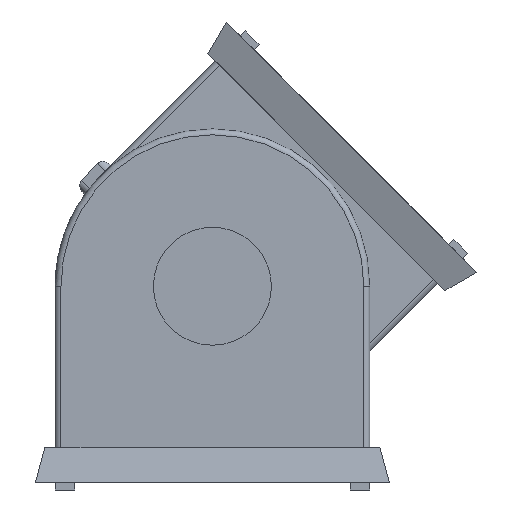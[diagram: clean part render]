
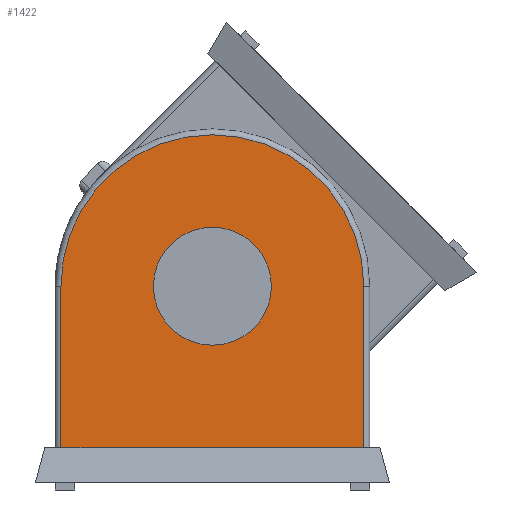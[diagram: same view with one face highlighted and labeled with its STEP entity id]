
A CAD part, front view. The second image highlights one B-rep face of the part: STEP entity #1422.
In plain terms, the highlighted planar face has unit normal (0, -1, 0).
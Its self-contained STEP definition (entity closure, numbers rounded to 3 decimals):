
#88=FACE_BOUND('',#273,.T.);
#103=CIRCLE('',#1495,15.);
#123=CIRCLE('',#1530,38.5);
#183=FACE_OUTER_BOUND('',#272,.T.);
#272=EDGE_LOOP('',(#1108,#1109,#1110,#1111));
#273=EDGE_LOOP('',(#1112));
#397=LINE('',#2245,#537);
#400=LINE('',#2252,#540);
#404=LINE('',#2259,#544);
#537=VECTOR('',#1824,41.);
#540=VECTOR('',#1831,41.);
#544=VECTOR('',#1841,77.);
#645=VERTEX_POINT('',#2157);
#671=VERTEX_POINT('',#2234);
#672=VERTEX_POINT('',#2236);
#674=VERTEX_POINT('',#2242);
#677=VERTEX_POINT('',#2249);
#794=EDGE_CURVE('',#645,#645,#103,.T.);
#831=EDGE_CURVE('',#671,#672,#123,.T.);
#835=EDGE_CURVE('',#674,#671,#397,.T.);
#839=EDGE_CURVE('',#672,#677,#400,.T.);
#843=EDGE_CURVE('',#677,#674,#404,.T.);
#1108=ORIENTED_EDGE('',*,*,#835,.F.);
#1109=ORIENTED_EDGE('',*,*,#843,.F.);
#1110=ORIENTED_EDGE('',*,*,#839,.F.);
#1111=ORIENTED_EDGE('',*,*,#831,.F.);
#1112=ORIENTED_EDGE('',*,*,#794,.T.);
#1352=PLANE('',#1539);
#1422=ADVANCED_FACE('',(#183,#88),#1352,.T.);
#1495=AXIS2_PLACEMENT_3D('',#2158,#1727,#1728);
#1530=AXIS2_PLACEMENT_3D('',#2237,#1814,#1815);
#1539=AXIS2_PLACEMENT_3D('',#2258,#1839,#1840);
#1727=DIRECTION('center_axis',(0.,1.,0.));
#1728=DIRECTION('ref_axis',(-1.,0.,0.));
#1814=DIRECTION('center_axis',(0.,1.,0.));
#1815=DIRECTION('ref_axis',(0.,0.,
1.));
#1824=DIRECTION('',(0.,0.,1.));
#1831=DIRECTION('',(0.,0.,-1.));
#1839=DIRECTION('center_axis',(0.,-1.,0.));
#1840=DIRECTION('ref_axis',(0.,0.,-1.));
#1841=DIRECTION('',(-1.,0.,0.));
#2157=CARTESIAN_POINT('',(34.87,-29.437,50.));
#2158=CARTESIAN_POINT('Origin',(19.87,-29.437,50.));
#2234=CARTESIAN_POINT('',(-18.63,-29.437,50.));
#2236=CARTESIAN_POINT('',(58.37,-29.437,50.));
#2237=CARTESIAN_POINT('Origin',(19.87,-29.437,50.));
#2242=CARTESIAN_POINT('',(-18.63,-29.437,9.));
#2245=CARTESIAN_POINT('',(-18.63,-29.437,9.));
#2249=CARTESIAN_POINT('',(58.37,-29.437,9.));
#2252=CARTESIAN_POINT('',(58.37,-29.437,9.));
#2258=CARTESIAN_POINT('Origin',(59.87,-29.437,9.));
#2259=CARTESIAN_POINT('',(64.87,-29.437,9.));
